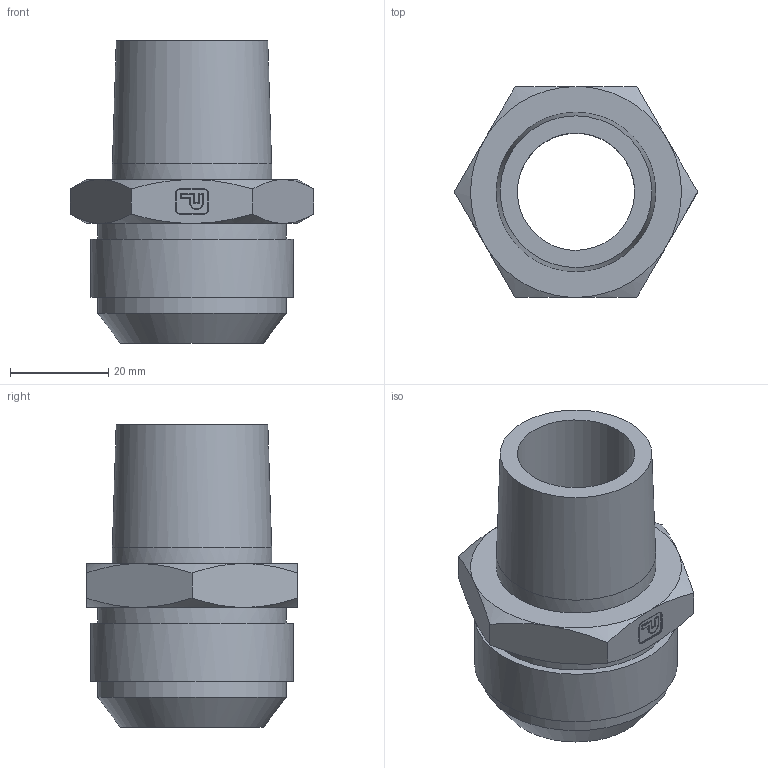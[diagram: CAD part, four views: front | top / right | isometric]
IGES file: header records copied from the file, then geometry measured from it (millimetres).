
Global section: file name: 20-16_FTX-S; native system: Autodesk Inventor 2016; preprocessor: unknown; author: ms03409; date: 20170823.081216; units: inch
Bounding box: 49.49 x 42.86 x 61.47 mm (x, y, z)
Volume: 33672.1 mm3; surface area: 14128.9 mm2
Topology: 1 solids, 1 shells, 71 faces, 165 edges, 103 vertices
Faces by surface type: bspline 71
